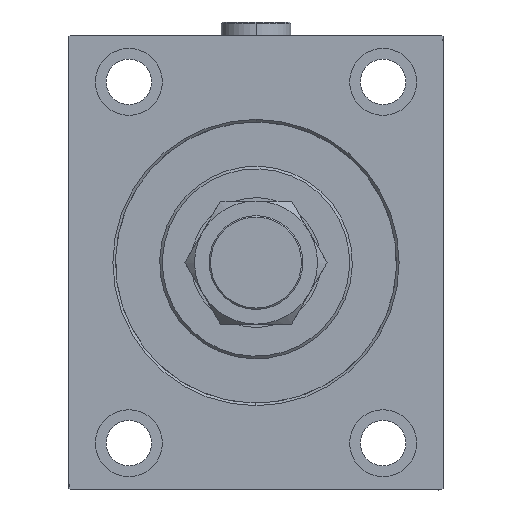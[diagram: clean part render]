
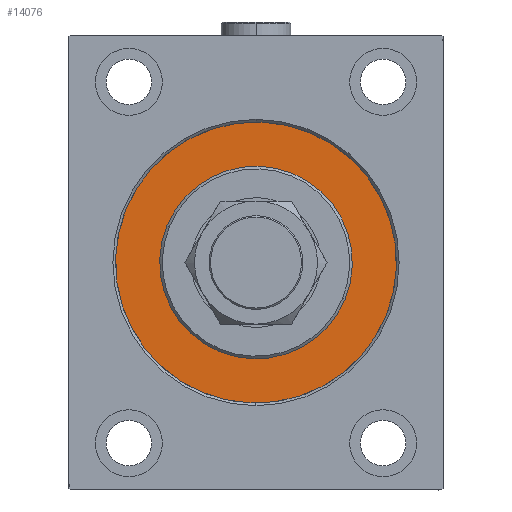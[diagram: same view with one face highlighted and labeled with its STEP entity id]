
A CAD part, left-side view. The second image highlights one B-rep face of the part: STEP entity #14076.
In plain terms, the highlighted face is planar.
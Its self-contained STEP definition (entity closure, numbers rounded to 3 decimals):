
#950 = FACE_BOUND ( 'NONE', #20276, .T. ) ;
#5295 = AXIS2_PLACEMENT_3D ( 'NONE', #13165, #34974, #16752 ) ;
#7454 = AXIS2_PLACEMENT_3D ( 'NONE', #30089, #30545, #23223 ) ;
#7894 = AXIS2_PLACEMENT_3D ( 'NONE', #24590, #24121, #13908 ) ;
#9602 = CIRCLE ( 'NONE', #27020, 52.5 ) ;
#11433 = EDGE_CURVE ( 'NONE', #33796, #16851, #9602, .T. ) ;
#11440 = EDGE_LOOP ( 'NONE', ( #36771, #19979 ) ) ;
#11591 = CARTESIAN_POINT ( 'NONE',  ( 0., 0., 0. ) ) ;
#12295 = CARTESIAN_POINT ( 'NONE',  ( 0., 0., -52.5 ) ) ;
#13165 = CARTESIAN_POINT ( 'NONE',  ( 0., 0., 0. ) ) ;
#13850 = CARTESIAN_POINT ( 'NONE',  ( 0., 0., 0. ) ) ;
#13908 = DIRECTION ( 'NONE',  ( 0., 0., -1. ) ) ;
#14076 = ADVANCED_FACE ( 'NONE', ( #950, #15213 ), #21466, .F. ) ;
#14150 = CARTESIAN_POINT ( 'NONE',  ( 0., 0., 36. ) ) ;
#15213 = FACE_OUTER_BOUND ( 'NONE', #11440, .T. ) ;
#16706 = CIRCLE ( 'NONE', #5295, 52.5 ) ;
#16752 = DIRECTION ( 'NONE',  ( 0., 0., 1. ) ) ;
#16851 = VERTEX_POINT ( 'NONE', #21028 ) ;
#19430 = DIRECTION ( 'NONE',  ( -1., 0., 0. ) ) ;
#19554 = EDGE_CURVE ( 'NONE', #37300, #44669, #42266, .T. ) ;
#19979 = ORIENTED_EDGE ( 'NONE', *, *, #24328, .F. ) ;
#20276 = EDGE_LOOP ( 'NONE', ( #26999, #40862 ) ) ;
#21028 = CARTESIAN_POINT ( 'NONE',  ( 0., 0., 52.5 ) ) ;
#21466 = PLANE ( 'NONE',  #40713 ) ;
#23223 = DIRECTION ( 'NONE',  ( 0., 0., -1. ) ) ;
#24121 = DIRECTION ( 'NONE',  ( 1., 0., 0. ) ) ;
#24328 = EDGE_CURVE ( 'NONE', #16851, #33796, #16706, .T. ) ;
#24590 = CARTESIAN_POINT ( 'NONE',  ( 0., 0., 0. ) ) ;
#24765 = DIRECTION ( 'NONE',  ( 0., 0., 1. ) ) ;
#26999 = ORIENTED_EDGE ( 'NONE', *, *, #44678, .F. ) ;
#27020 = AXIS2_PLACEMENT_3D ( 'NONE', #11591, #19430, #29846 ) ;
#29846 = DIRECTION ( 'NONE',  ( 0., 0., 1. ) ) ;
#30089 = CARTESIAN_POINT ( 'NONE',  ( 0., 0., 0. ) ) ;
#30545 = DIRECTION ( 'NONE',  ( 1., 0., 0. ) ) ;
#31398 = CARTESIAN_POINT ( 'NONE',  ( 0., 0., -36. ) ) ;
#33796 = VERTEX_POINT ( 'NONE', #12295 ) ;
#34974 = DIRECTION ( 'NONE',  ( -1., 0., 0. ) ) ;
#36661 = CIRCLE ( 'NONE', #7894, 36. ) ;
#36771 = ORIENTED_EDGE ( 'NONE', *, *, #11433, .F. ) ;
#37300 = VERTEX_POINT ( 'NONE', #31398 ) ;
#40545 = DIRECTION ( 'NONE',  ( -1., 0., 0. ) ) ;
#40713 = AXIS2_PLACEMENT_3D ( 'NONE', #13850, #40545, #24765 ) ;
#40862 = ORIENTED_EDGE ( 'NONE', *, *, #19554, .F. ) ;
#42266 = CIRCLE ( 'NONE', #7454, 36. ) ;
#44669 = VERTEX_POINT ( 'NONE', #14150 ) ;
#44678 = EDGE_CURVE ( 'NONE', #44669, #37300, #36661, .T. ) ;
